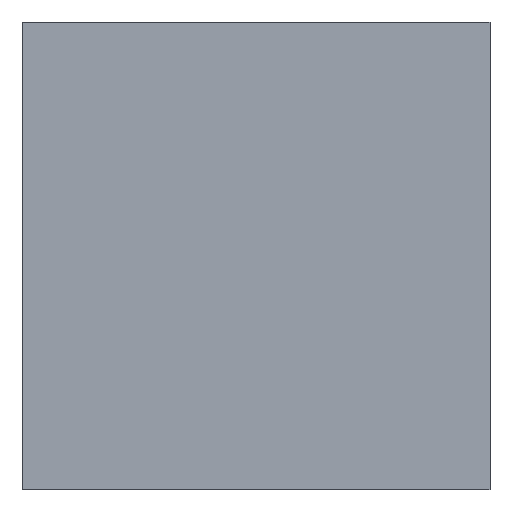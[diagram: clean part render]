
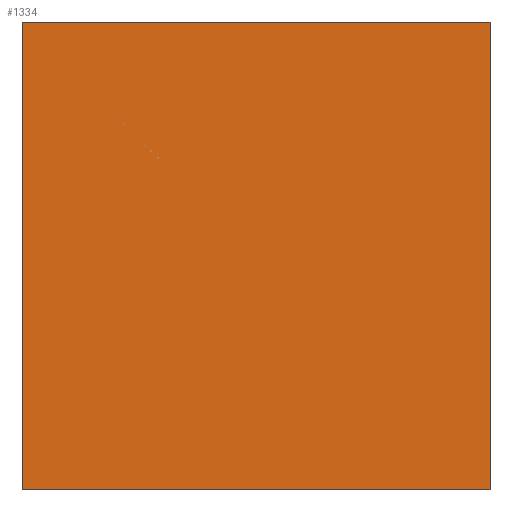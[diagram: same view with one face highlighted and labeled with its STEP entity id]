
A CAD part, left-side view. The second image highlights one B-rep face of the part: STEP entity #1334.
In plain terms, the highlighted planar face has unit normal (-1, 0, 0).
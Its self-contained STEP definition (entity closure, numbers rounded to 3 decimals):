
#87=LINE('',#2268,#185);
#95=LINE('',#2280,#193);
#97=LINE('',#2285,#195);
#99=LINE('',#2288,#197);
#185=VECTOR('',#1829,10.);
#193=VECTOR('',#1839,10.);
#195=VECTOR('',#1843,10.);
#197=VECTOR('',#1847,10.);
#255=FACE_OUTER_BOUND('',#343,.T.);
#343=EDGE_LOOP('',(#922,#923,#924,#925));
#554=VERTEX_POINT('',#2264);
#556=VERTEX_POINT('',#2267);
#558=VERTEX_POINT('',#2276);
#561=VERTEX_POINT('',#2283);
#687=EDGE_CURVE('',#556,#554,#87,.T.);
#695=EDGE_CURVE('',#558,#556,#95,.T.);
#697=EDGE_CURVE('',#554,#561,#97,.T.);
#699=EDGE_CURVE('',#561,#558,#99,.T.);
#922=ORIENTED_EDGE('',*,*,#699,.T.);
#923=ORIENTED_EDGE('',*,*,#695,.T.);
#924=ORIENTED_EDGE('',*,*,#687,.T.);
#925=ORIENTED_EDGE('',*,*,#697,.T.);
#1157=PLANE('',#1493);
#1334=ADVANCED_FACE('',(#255),#1157,.T.);
#1493=AXIS2_PLACEMENT_3D('',#2287,#1845,#1846);
#1829=DIRECTION('',(0.,1.,0.));
#1839=DIRECTION('',(0.,0.,1.));
#1843=DIRECTION('',(0.,0.,-1.));
#1845=DIRECTION('center_axis',(-1.,0.,0.));
#1846=DIRECTION('ref_axis',(0.,0.,1.));
#1847=DIRECTION('',(0.,-1.,0.));
#2264=CARTESIAN_POINT('',(-20.343,9.425,44.281));
#2267=CARTESIAN_POINT('',(-20.343,-30.575,44.281));
#2268=CARTESIAN_POINT('',(-20.343,-30.575,44.281));
#2276=CARTESIAN_POINT('',(-20.343,-30.575,4.281));
#2280=CARTESIAN_POINT('',(-20.343,-30.575,24.281));
#2283=CARTESIAN_POINT('',(-20.343,9.425,4.281));
#2285=CARTESIAN_POINT('',(-20.343,9.425,24.281));
#2287=CARTESIAN_POINT('Origin',(-20.343,9.425,24.281));
#2288=CARTESIAN_POINT('',(-20.343,-30.575,4.281));
